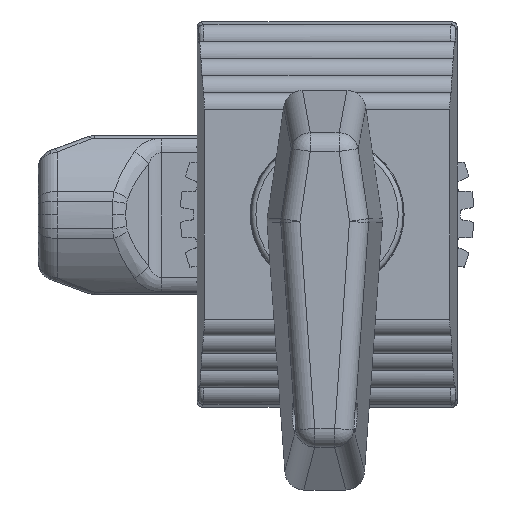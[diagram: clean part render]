
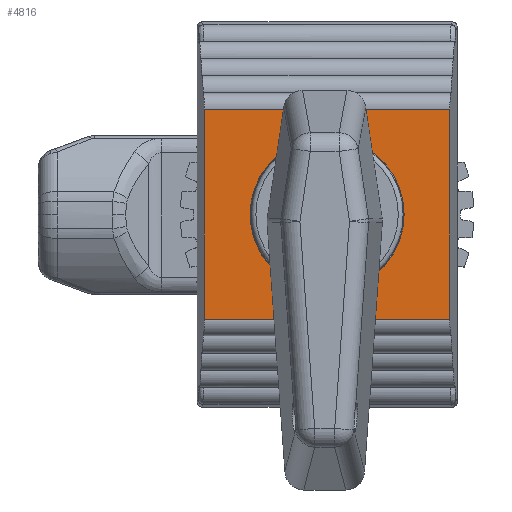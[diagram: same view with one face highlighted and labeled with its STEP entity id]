
A CAD part, top view. The second image highlights one B-rep face of the part: STEP entity #4816.
In plain terms, the highlighted planar face has unit normal (0, 0, 1).
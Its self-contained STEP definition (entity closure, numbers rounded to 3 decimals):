
#1136=DIRECTION('',(0.,-1.,0.));
#1137=VECTOR('',#1136,21.8);
#1138=CARTESIAN_POINT('',(12.756,10.9,8.5));
#1139=LINE('',#1138,#1137);
#1143=DIRECTION('',(1.,0.,0.));
#1144=VECTOR('',#1143,25.513);
#1145=CARTESIAN_POINT('',(-12.756,-10.9,8.5));
#1146=LINE('',#1145,#1144);
#1150=DIRECTION('',(0.,1.,0.));
#1151=VECTOR('',#1150,21.8);
#1152=CARTESIAN_POINT('',(-12.756,-10.9,8.5));
#1153=LINE('',#1152,#1151);
#1157=DIRECTION('',(1.,0.,0.));
#1158=VECTOR('',#1157,25.513);
#1159=CARTESIAN_POINT('',(-12.756,10.9,8.5));
#1160=LINE('',#1159,#1158);
#1164=CARTESIAN_POINT('',(0.,0.,8.5));
#1165=DIRECTION('',(0.,0.,1.));
#1166=DIRECTION('',(0.,1.,0.));
#1167=AXIS2_PLACEMENT_3D('',#1164,#1165,#1166);
#1172=CARTESIAN_POINT('',(0.,0.,8.5));
#1173=DIRECTION('',(0.,0.,1.));
#1174=DIRECTION('',(0.,-1.,0.));
#1175=AXIS2_PLACEMENT_3D('',#1172,#1173,#1174);
#1256=CARTESIAN_POINT('',(12.756,-10.9,8.5));
#1269=CARTESIAN_POINT('',(12.756,10.9,8.5));
#1470=CARTESIAN_POINT('',(-12.756,10.9,8.5));
#1483=CARTESIAN_POINT('',(-12.756,-10.9,8.5));
#3501=VERTEX_POINT('',#1269);
#3505=VERTEX_POINT('',#1256);
#3509=VERTEX_POINT('',#1470);
#3513=VERTEX_POINT('',#1483);
#3679=CARTESIAN_POINT('',(0.,8.,8.5));
#3680=CARTESIAN_POINT('',(0.,-8.,8.5));
#3681=VERTEX_POINT('',#3679);
#3682=VERTEX_POINT('',#3680);
#4797=CARTESIAN_POINT('',(-13.5,10.9,8.5));
#4798=DIRECTION('',(0.,0.,1.));
#4799=DIRECTION('',(0.,-1.,0.));
#4800=AXIS2_PLACEMENT_3D('',#4797,#4798,#4799);
#4801=PLANE('',#4800);
#4803=ORIENTED_EDGE('',*,*,#4802,.T.);
#4805=ORIENTED_EDGE('',*,*,#4804,.F.);
#4807=ORIENTED_EDGE('',*,*,#4806,.T.);
#4809=ORIENTED_EDGE('',*,*,#4808,.T.);
#4810=EDGE_LOOP('',(#4803,#4805,#4807,#4809));
#4811=FACE_OUTER_BOUND('',#4810,.F.);
#4812=ORIENTED_EDGE('',*,*,#4398,.T.);
#4813=ORIENTED_EDGE('',*,*,#4784,.T.);
#4814=EDGE_LOOP('',(#4812,#4813));
#4815=FACE_BOUND('',#4814,.F.);
#1168=CIRCLE('',#1167,8.);
#1176=CIRCLE('',#1175,8.);
#4398=EDGE_CURVE('',#3681,#3682,#1168,.T.);
#4784=EDGE_CURVE('',#3682,#3681,#1176,.T.);
#4802=EDGE_CURVE('',#3501,#3505,#1139,.T.);
#4804=EDGE_CURVE('',#3513,#3505,#1146,.T.);
#4806=EDGE_CURVE('',#3513,#3509,#1153,.T.);
#4808=EDGE_CURVE('',#3509,#3501,#1160,.T.);
#4816=ADVANCED_FACE('',(#4811,#4815),#4801,.T.);
